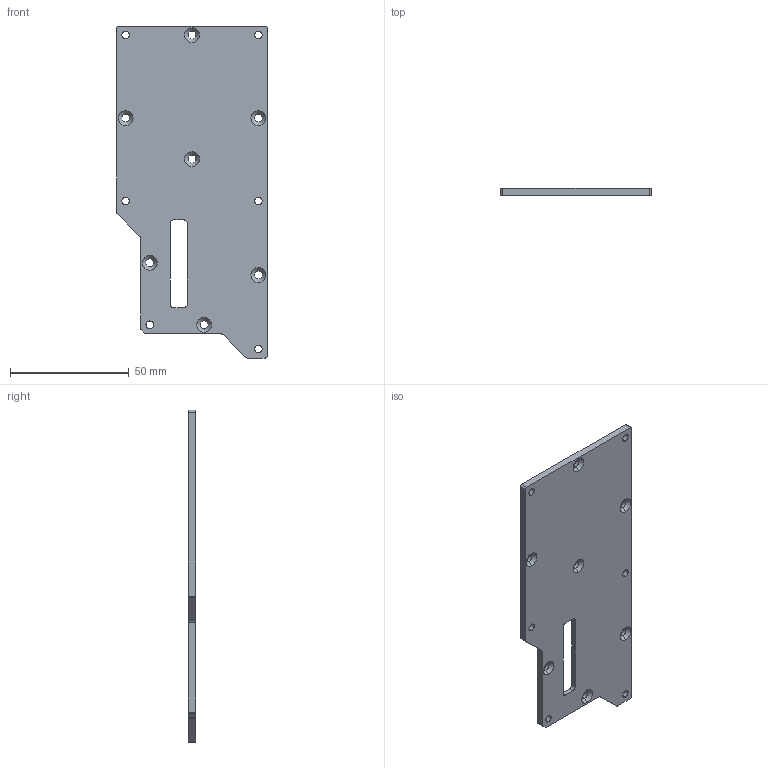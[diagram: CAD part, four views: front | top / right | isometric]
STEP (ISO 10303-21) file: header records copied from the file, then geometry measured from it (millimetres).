
FILE_DESCRIPTION (( 'STEP AP214' ), '1' );
FILE_NAME ('TX_case_bottom.STEP', '2023-09-26T08:50:45', ( 'MaxAli' ), ( '' ), 'SwSTEP 2.0', 'SolidWorks 2018', '' );
FILE_SCHEMA (( 'AUTOMOTIVE_DESIGN' ));
Length unit declared in the file: millimetre
Products named in the file (1): TX_case_bottom
Bounding box: 63.5 x 3 x 139.7 mm (x, y, z)
Volume: 19598.4 mm3; surface area: 17499.7 mm2
Topology: 1 solids, 1 shells, 184 faces, 496 edges, 326 vertices
Faces by surface type: cylinder 93, plane 77, cone 14
Entity records: 5918 total; most frequent: DIRECTION 1066, CARTESIAN_POINT 1007, ORIENTED_EDGE 992, EDGE_CURVE 496, AXIS2_PLACEMENT_3D 385, VERTEX_POINT 326, VECTOR 296, LINE 296
